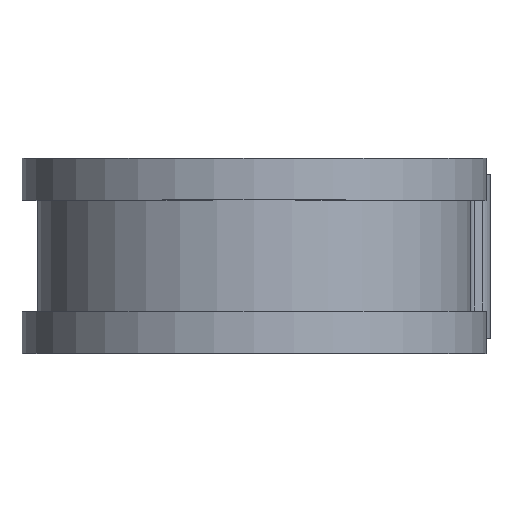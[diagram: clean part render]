
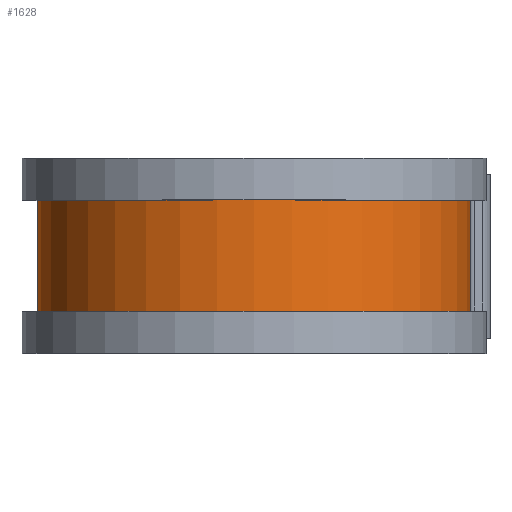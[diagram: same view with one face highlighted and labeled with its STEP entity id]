
A CAD part, top view. The second image highlights one B-rep face of the part: STEP entity #1628.
In plain terms, the highlighted cylindrical face has radius 20.993 mm (diameter 41.986 mm), a partial arc.
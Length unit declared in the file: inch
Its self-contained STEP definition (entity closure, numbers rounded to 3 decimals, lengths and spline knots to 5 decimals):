
#29 = EDGE_CURVE ( 'NONE', #459, #1208, #460, .T. ) ;
#48 = ORIENTED_EDGE ( 'NONE', *, *, #679, .T. ) ;
#49 = VECTOR ( 'NONE', #256, 39.37008 ) ;
#186 = VERTEX_POINT ( 'NONE', #1131 ) ;
#197 = CARTESIAN_POINT ( 'NONE',  ( 0., 0.3125, -0.8265 ) ) ;
#209 = AXIS2_PLACEMENT_3D ( 'NONE', #1516, #1373, #1495 ) ;
#256 = DIRECTION ( 'NONE',  ( 0., -1., 0. ) ) ;
#268 = DIRECTION ( 'NONE',  ( 0., 0., -1. ) ) ;
#362 = VECTOR ( 'NONE', #666, 39.37008 ) ;
#376 = CARTESIAN_POINT ( 'NONE',  ( 0.8265, 0.2125, 0. ) ) ;
#393 = DIRECTION ( 'NONE',  ( 0., 0., -1. ) ) ;
#446 = AXIS2_PLACEMENT_3D ( 'NONE', #1445, #1688, #393 ) ;
#458 = CARTESIAN_POINT ( 'NONE',  ( 0., -0.2125, -0.8265 ) ) ;
#459 = VERTEX_POINT ( 'NONE', #1648 ) ;
#460 = LINE ( 'NONE', #197, #49 ) ;
#547 = CARTESIAN_POINT ( 'NONE',  ( 0., 0.2125, 0. ) ) ;
#582 = DIRECTION ( 'NONE',  ( 0., -1., 0. ) ) ;
#589 = EDGE_CURVE ( 'NONE', #186, #1208, #1334, .T. ) ;
#592 = CYLINDRICAL_SURFACE ( 'NONE', #446, 0.8265 ) ;
#595 = ORIENTED_EDGE ( 'NONE', *, *, #589, .F. ) ;
#641 = ORIENTED_EDGE ( 'NONE', *, *, #29, .T. ) ;
#660 = CARTESIAN_POINT ( 'NONE',  ( 0.8265, 0.3125, 0. ) ) ;
#666 = DIRECTION ( 'NONE',  ( 0., -1., 0. ) ) ;
#679 = EDGE_CURVE ( 'NONE', #944, #459, #681, .T. ) ;
#681 = CIRCLE ( 'NONE', #798, 0.8265 ) ;
#724 = ORIENTED_EDGE ( 'NONE', *, *, #884, .F. ) ;
#798 = AXIS2_PLACEMENT_3D ( 'NONE', #547, #582, #268 ) ;
#884 = EDGE_CURVE ( 'NONE', #944, #186, #1420, .T. ) ;
#944 = VERTEX_POINT ( 'NONE', #376 ) ;
#1131 = CARTESIAN_POINT ( 'NONE',  ( 0.8265, -0.2125, 0. ) ) ;
#1208 = VERTEX_POINT ( 'NONE', #458 ) ;
#1295 = FACE_OUTER_BOUND ( 'NONE', #1750, .T. ) ;
#1334 = CIRCLE ( 'NONE', #209, 0.8265 ) ;
#1373 = DIRECTION ( 'NONE',  ( 0., -1., 0. ) ) ;
#1420 = LINE ( 'NONE', #660, #362 ) ;
#1445 = CARTESIAN_POINT ( 'NONE',  ( 0., 0.3125, 0. ) ) ;
#1495 = DIRECTION ( 'NONE',  ( 0., 0., -1. ) ) ;
#1516 = CARTESIAN_POINT ( 'NONE',  ( 0., -0.2125, 0. ) ) ;
#1628 = ADVANCED_FACE ( 'NONE', ( #1295 ), #592, .T. ) ;
#1648 = CARTESIAN_POINT ( 'NONE',  ( 0., 0.2125, -0.8265 ) ) ;
#1688 = DIRECTION ( 'NONE',  ( 0., -1., 0. ) ) ;
#1750 = EDGE_LOOP ( 'NONE', ( #724, #48, #641, #595 ) ) ;
